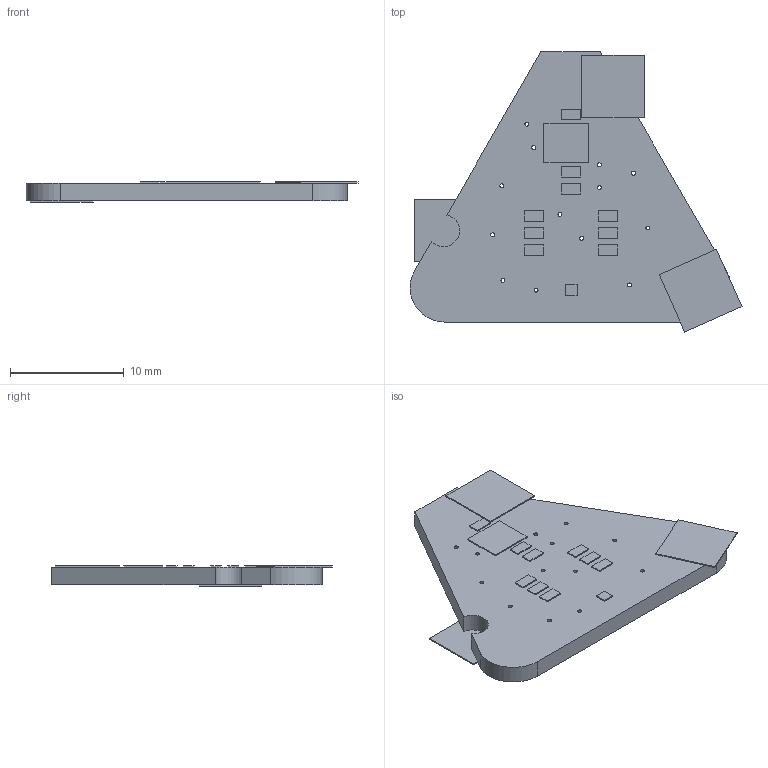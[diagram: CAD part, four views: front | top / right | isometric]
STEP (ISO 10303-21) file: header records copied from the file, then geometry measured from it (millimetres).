
FILE_DESCRIPTION(/* description */ (''),/* implementation_level */ '2;1');
FILE_NAME(/* name */ 'cadff1d1-a160-478d-8e61-632e3ed310a7.stp',/* time_stamp */ '2020-06-12T14:30:20+00:00',/* author */ (''),/* organization */ (''),/* preprocessor_version */ 'ST-DEVELOPER v18.1',/* originating_system */ 'Autodesk Translation Framework v9.3.0.1241',/* authorisation */ '');
FILE_SCHEMA (('AUTOMOTIVE_DESIGN { 1 0 10303 214 3 1 1 }'));
Length unit declared in the file: millimetre
Products named in the file (8): cadff1d1-a160-478d-8e61-632e3ed310a7; PCB Component; Board; SI1102-A-GMR; 0.1uF; 300k; TEKNIKIO-MRULE_SEWTAP_RHOMBUS_DODECAHEDRAL_2MM; TIA-CUSTOM-_SFH4650-Z
Assembly tree (16 placements, depth 3):
  cadff1d1-a160-478d-8e61-632e3ed310a7
    PCB Component
      Board
      SI1102-A-GMR
      0.1uF  x3
      300k  x6
      TEKNIKIO-MRULE_SEWTAP_RHOMBUS_DODECAHEDRAL_2MM  x3
      TIA-CUSTOM-_SFH4650-Z
Bounding box: 29.13 x 24.58 x 1.77 mm (x, y, z)
Volume: 669.6 mm3; surface area: 1270.9 mm2
Topology: 15 solids, 15 shells, 112 faces, 246 edges, 164 vertices
Faces by surface type: plane 92, cylinder 20
Full cylindrical faces by diameter (mm): 0.35 x15, 2.8 x1
Entity records: 2111 total; most frequent: DIRECTION 342, CARTESIAN_POINT 312, ORIENTED_EDGE 276, EDGE_CURVE 138, AXIS2_PLACEMENT_3D 122, LINE 98, VECTOR 98, VERTEX_POINT 92
